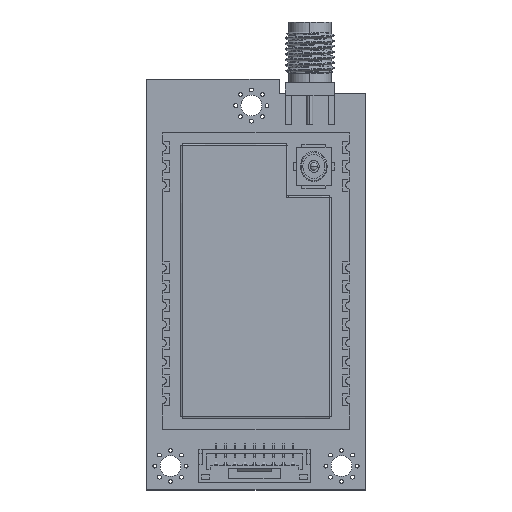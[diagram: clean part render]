
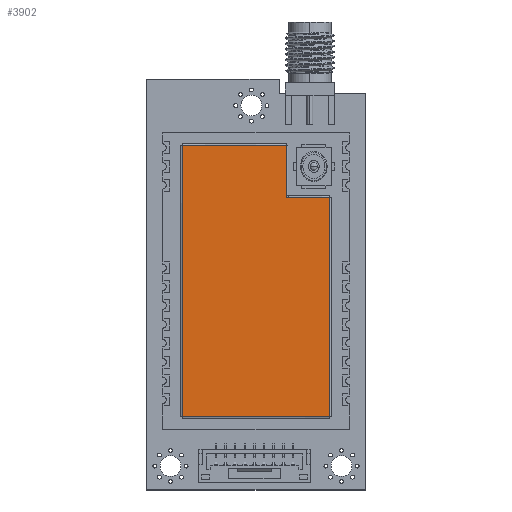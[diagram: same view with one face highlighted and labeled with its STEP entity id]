
A CAD part, top view. The second image highlights one B-rep face of the part: STEP entity #3902.
In plain terms, the highlighted free-form (B-spline) face has degree [1, 1] with [2, 2] control points.
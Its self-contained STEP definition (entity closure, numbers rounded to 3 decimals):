
#3682 = EDGE_CURVE('',#3683,#3685,#3687,.T.);
#3683 = VERTEX_POINT('',#3684);
#3684 = CARTESIAN_POINT('',(-3.95,3.1,17.595));
#3685 = VERTEX_POINT('',#3686);
#3686 = CARTESIAN_POINT('',(9.557,3.1,17.595));
#3687 = B_SPLINE_CURVE_WITH_KNOTS('',1,(#3688,#3689),.UNSPECIFIED.,.F.,
  .F.,(2,2),(0.11,7.94),.PIECEWISE_BEZIER_KNOTS.);
#3688 = CARTESIAN_POINT('',(-3.95,3.1,17.595));
#3689 = CARTESIAN_POINT('',(9.557,3.1,17.595));
#3902 = ADVANCED_FACE('',(#3903),#3961,.F.);
#3903 = FACE_BOUND('',#3904,.T.);
#3904 = EDGE_LOOP('',(#3905,#3914,#3921,#3929,#3936,#3941,#3942,#3949,
    #3956));
#3905 = ORIENTED_EDGE('',*,*,#3906,.T.);
#3906 = EDGE_CURVE('',#3907,#3909,#3911,.T.);
#3907 = VERTEX_POINT('',#3908);
#3908 = CARTESIAN_POINT('',(-9.557,3.1,10.857));
#3909 = VERTEX_POINT('',#3910);
#3910 = CARTESIAN_POINT('',(-4.157,3.1,10.857));
#3911 = B_SPLINE_CURVE_WITH_KNOTS('',1,(#3912,#3913),.UNSPECIFIED.,.F.,
  .F.,(2,2),(0.003,3.133),
  .PIECEWISE_BEZIER_KNOTS.);
#3912 = CARTESIAN_POINT('',(-9.557,3.1,10.857));
#3913 = CARTESIAN_POINT('',(-4.157,3.1,10.857));
#3914 = ORIENTED_EDGE('',*,*,#3915,.T.);
#3915 = EDGE_CURVE('',#3909,#3916,#3918,.T.);
#3916 = VERTEX_POINT('',#3917);
#3917 = CARTESIAN_POINT('',(-4.123,3.1,10.857));
#3918 = B_SPLINE_CURVE_WITH_KNOTS('',1,(#3919,#3920),.UNSPECIFIED.,.F.,
  .F.,(2,2),(0.,0.02),.PIECEWISE_BEZIER_KNOTS.);
#3919 = CARTESIAN_POINT('',(-4.157,3.1,10.857));
#3920 = CARTESIAN_POINT('',(-4.123,3.1,10.857));
#3921 = ORIENTED_EDGE('',*,*,#3922,.T.);
#3922 = EDGE_CURVE('',#3916,#3923,#3925,.T.);
#3923 = VERTEX_POINT('',#3924);
#3924 = CARTESIAN_POINT('',(-3.95,3.1,11.05));
#3925 = ( BOUNDED_CURVE() B_SPLINE_CURVE(2,(#3926,#3927,#3928),
.UNSPECIFIED.,.F.,.F.) B_SPLINE_CURVE_WITH_KNOTS((3,3),(0.,
1.571),.PIECEWISE_BEZIER_KNOTS.) CURVE() 
GEOMETRIC_REPRESENTATION_ITEM() RATIONAL_B_SPLINE_CURVE((1.,
0.707,1.)) REPRESENTATION_ITEM('') );
#3926 = CARTESIAN_POINT('',(-4.123,3.1,10.857));
#3927 = CARTESIAN_POINT('',(-3.95,3.1,10.857));
#3928 = CARTESIAN_POINT('',(-3.95,3.1,11.05));
#3929 = ORIENTED_EDGE('',*,*,#3930,.T.);
#3930 = EDGE_CURVE('',#3923,#3931,#3933,.T.);
#3931 = VERTEX_POINT('',#3932);
#3932 = CARTESIAN_POINT('',(-3.95,3.1,11.088));
#3933 = B_SPLINE_CURVE_WITH_KNOTS('',1,(#3934,#3935),.UNSPECIFIED.,.F.,
  .F.,(2,2),(0.306,0.326),.PIECEWISE_BEZIER_KNOTS.);
#3934 = CARTESIAN_POINT('',(-3.95,3.1,11.05));
#3935 = CARTESIAN_POINT('',(-3.95,3.1,11.088));
#3936 = ORIENTED_EDGE('',*,*,#3937,.T.);
#3937 = EDGE_CURVE('',#3931,#3683,#3938,.T.);
#3938 = B_SPLINE_CURVE_WITH_KNOTS('',1,(#3939,#3940),.UNSPECIFIED.,.F.,
  .F.,(2,2),(0.,3.38),.PIECEWISE_BEZIER_KNOTS.);
#3939 = CARTESIAN_POINT('',(-3.95,3.1,11.088));
#3940 = CARTESIAN_POINT('',(-3.95,3.1,17.595));
#3941 = ORIENTED_EDGE('',*,*,#3682,.T.);
#3942 = ORIENTED_EDGE('',*,*,#3943,.T.);
#3943 = EDGE_CURVE('',#3685,#3944,#3946,.T.);
#3944 = VERTEX_POINT('',#3945);
#3945 = CARTESIAN_POINT('',(9.557,3.1,-17.595));
#3946 = B_SPLINE_CURVE_WITH_KNOTS('',1,(#3947,#3948),.UNSPECIFIED.,.F.,
  .F.,(2,2),(0.003,18.283),
  .PIECEWISE_BEZIER_KNOTS.);
#3947 = CARTESIAN_POINT('',(9.557,3.1,17.595));
#3948 = CARTESIAN_POINT('',(9.557,3.1,-17.595));
#3949 = ORIENTED_EDGE('',*,*,#3950,.T.);
#3950 = EDGE_CURVE('',#3944,#3951,#3953,.T.);
#3951 = VERTEX_POINT('',#3952);
#3952 = CARTESIAN_POINT('',(-9.557,3.1,-17.595));
#3953 = B_SPLINE_CURVE_WITH_KNOTS('',1,(#3954,#3955),.UNSPECIFIED.,.F.,
  .F.,(2,2),(0.003,11.083),
  .PIECEWISE_BEZIER_KNOTS.);
#3954 = CARTESIAN_POINT('',(9.557,3.1,-17.595));
#3955 = CARTESIAN_POINT('',(-9.557,3.1,-17.595));
#3956 = ORIENTED_EDGE('',*,*,#3957,.T.);
#3957 = EDGE_CURVE('',#3951,#3907,#3958,.T.);
#3958 = B_SPLINE_CURVE_WITH_KNOTS('',1,(#3959,#3960),.UNSPECIFIED.,.F.,
  .F.,(2,2),(0.003,14.783),
  .PIECEWISE_BEZIER_KNOTS.);
#3959 = CARTESIAN_POINT('',(-9.557,3.1,-17.595));
#3960 = CARTESIAN_POINT('',(-9.557,3.1,10.857));
#3961 = B_SPLINE_SURFACE_WITH_KNOTS('',1,1,(
    (#3962,#3963)
    ,(#3964,#3965
    )),.UNSPECIFIED.,.F.,.F.,.F.,(2,2),(2,2),(-9.14,9.14),(-5.54,5.54),
  .PIECEWISE_BEZIER_KNOTS.);
#3962 = CARTESIAN_POINT('',(-9.557,3.1,17.595));
#3963 = CARTESIAN_POINT('',(9.557,3.1,17.595));
#3964 = CARTESIAN_POINT('',(-9.557,3.1,-17.595));
#3965 = CARTESIAN_POINT('',(9.557,3.1,-17.595));
